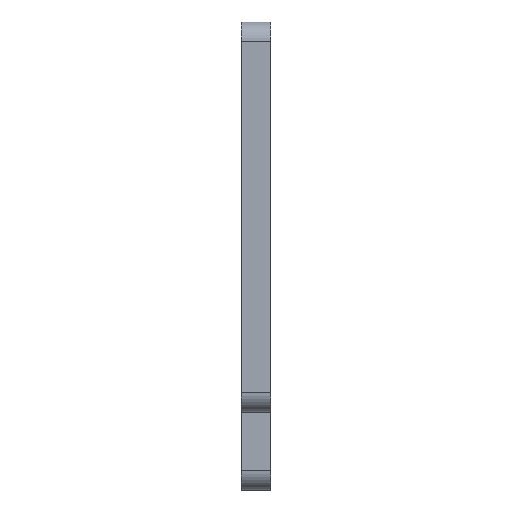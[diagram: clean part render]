
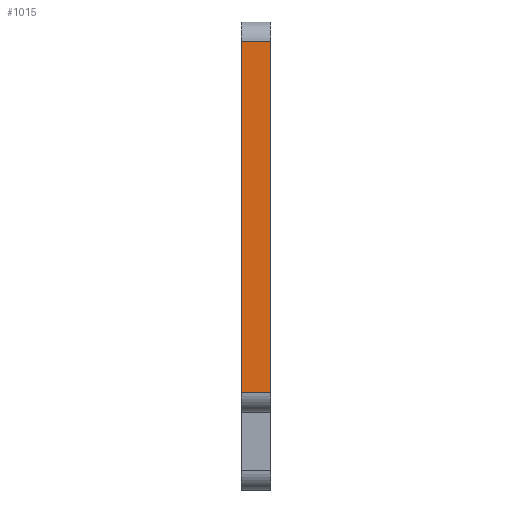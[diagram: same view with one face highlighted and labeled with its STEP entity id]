
A CAD part, left-side view. The second image highlights one B-rep face of the part: STEP entity #1015.
In plain terms, the highlighted planar face has unit normal (-1, 0, 0).
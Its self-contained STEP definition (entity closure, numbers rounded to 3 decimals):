
#57 = CARTESIAN_POINT ( 'NONE',  ( 0., 0., -2. ) ) ;
#65 = VERTEX_POINT ( 'NONE', #57 ) ;
#74 = CARTESIAN_POINT ( 'NONE',  ( 0., 3., -38. ) ) ;
#85 = LINE ( 'NONE', #1283, #453 ) ;
#102 = CARTESIAN_POINT ( 'NONE',  ( 0., 3., 0. ) ) ;
#115 = ORIENTED_EDGE ( 'NONE', *, *, #362, .T. ) ;
#123 = VECTOR ( 'NONE', #604, 1000. ) ;
#145 = ORIENTED_EDGE ( 'NONE', *, *, #325, .F. ) ;
#154 = LINE ( 'NONE', #296, #123 ) ;
#222 = EDGE_CURVE ( 'NONE', #65, #226, #154, .T. ) ;
#226 = VERTEX_POINT ( 'NONE', #900 ) ;
#262 = FACE_OUTER_BOUND ( 'NONE', #275, .T. ) ;
#275 = EDGE_LOOP ( 'NONE', ( #145, #551, #631, #115 ) ) ;
#277 = CARTESIAN_POINT ( 'NONE',  ( 0., 0., -38. ) ) ;
#296 = CARTESIAN_POINT ( 'NONE',  ( 0., 3., -2. ) ) ;
#325 = EDGE_CURVE ( 'NONE', #65, #1095, #85, .T. ) ;
#337 = VECTOR ( 'NONE', #686, 1000. ) ;
#362 = EDGE_CURVE ( 'NONE', #1011, #1095, #564, .T. ) ;
#393 = DIRECTION ( 'NONE',  ( 0., 0., 1. ) ) ;
#453 = VECTOR ( 'NONE', #801, 1000. ) ;
#551 = ORIENTED_EDGE ( 'NONE', *, *, #222, .T. ) ;
#564 = LINE ( 'NONE', #74, #337 ) ;
#604 = DIRECTION ( 'NONE',  ( 0., 1., 0. ) ) ;
#630 = CARTESIAN_POINT ( 'NONE',  ( 0., 3., -38. ) ) ;
#631 = ORIENTED_EDGE ( 'NONE', *, *, #1212, .T. ) ;
#686 = DIRECTION ( 'NONE',  ( 0., -1., 0. ) ) ;
#714 = CARTESIAN_POINT ( 'NONE',  ( 0., 3., 0. ) ) ;
#787 = LINE ( 'NONE', #714, #1276 ) ;
#801 = DIRECTION ( 'NONE',  ( 0., 0., -1. ) ) ;
#900 = CARTESIAN_POINT ( 'NONE',  ( 0., 3., -2. ) ) ;
#931 = AXIS2_PLACEMENT_3D ( 'NONE', #102, #1124, #393 ) ;
#1011 = VERTEX_POINT ( 'NONE', #630 ) ;
#1015 = ADVANCED_FACE ( 'NONE', ( #262 ), #1299, .T. ) ;
#1095 = VERTEX_POINT ( 'NONE', #277 ) ;
#1124 = DIRECTION ( 'NONE',  ( -1., 0., 0. ) ) ;
#1212 = EDGE_CURVE ( 'NONE', #226, #1011, #787, .T. ) ;
#1214 = DIRECTION ( 'NONE',  ( 0., 0., -1. ) ) ;
#1276 = VECTOR ( 'NONE', #1214, 1000. ) ;
#1283 = CARTESIAN_POINT ( 'NONE',  ( 0., 0., 0. ) ) ;
#1299 = PLANE ( 'NONE',  #931 ) ;
